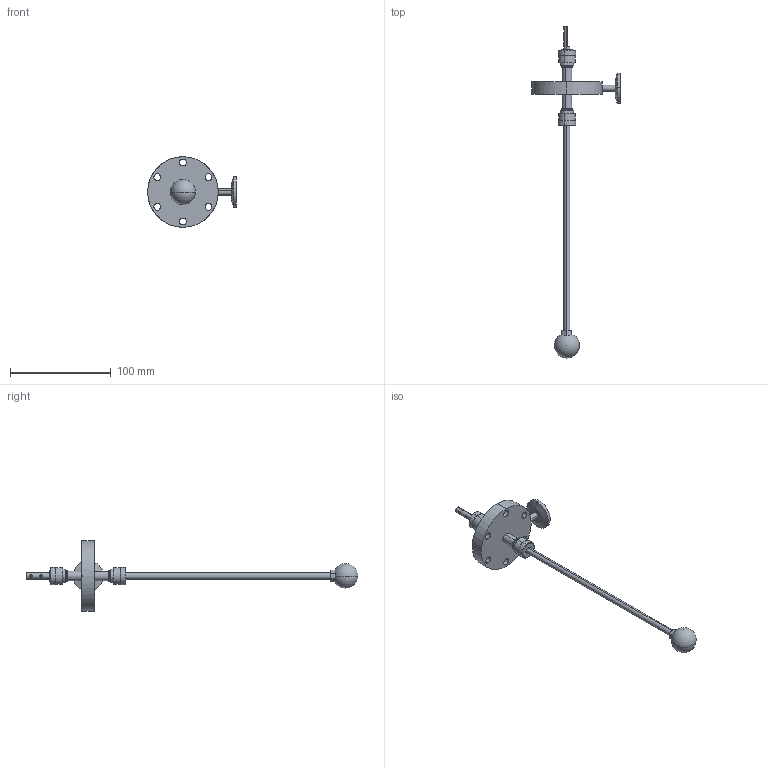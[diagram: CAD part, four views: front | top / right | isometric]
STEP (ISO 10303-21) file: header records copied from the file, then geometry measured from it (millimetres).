
FILE_DESCRIPTION (( 'STEP AP214' ), '1' );
FILE_NAME ('613-RLD200-DP-C40.STEP', '2021-09-20T13:28:36', ( '' ), ( '' ), 'SwSTEP 2.0', 'SolidWorks 2017', '' );
FILE_SCHEMA (( 'AUTOMOTIVE_DESIGN' ));
Length unit declared in the file: millimetre
Products named in the file (10): 9613-RLD-DP-7; 9613-RLD-DP-2-C40_411-CB40; Hexagon Nut ISO 4032 - M6 - D - C_Hexagon Nut ISO 4032 - M6 - D - C; 9613-RLD-X-DP-1_9613-RLD-200-DP-1; 613-RLD-DP-C40-4_613-RLDX-DP-C40; 9613-RLD-DP-8_DN16 KF; 9460-UTORR-1_4; Lock washer DIN 6799 - 5_Lock washer DIN 6799 - 5; 613-RLD200-DP-C40; 906-KNOB-D25-M6-319-AL
Assembly tree (10 placements, depth 3):
  613-RLD200-DP-C40
    613-RLD-DP-C40-4_613-RLDX-DP-C40
      9613-RLD-DP-2-C40_411-CB40
      9613-RLD-DP-7
      9613-RLD-DP-8_DN16 KF
      9460-UTORR-1_4  x2
    9613-RLD-X-DP-1_9613-RLD-200-DP-1
    906-KNOB-D25-M6-319-AL
    Lock washer DIN 6799 - 5_Lock washer DIN 6799 - 5
    Hexagon Nut ISO 4032 - M6 - D - C_Hexagon Nut ISO 4032 - M6 - D - C
Bounding box: 88 x 329.5 x 70 mm (x, y, z)
Volume: 69388.1 mm3; surface area: 28877.6 mm2
Topology: 9 solids, 9 shells, 213 faces, 481 edges, 297 vertices
Faces by surface type: cylinder 96, cone 62, plane 47, torus 6, sphere 2
Entity records: 6293 total; most frequent: CARTESIAN_POINT 1258, DIRECTION 1000, ORIENTED_EDGE 828, AXIS2_PLACEMENT_3D 424, EDGE_CURVE 414, VERTEX_POINT 258, CIRCLE 226, EDGE_LOOP 224
